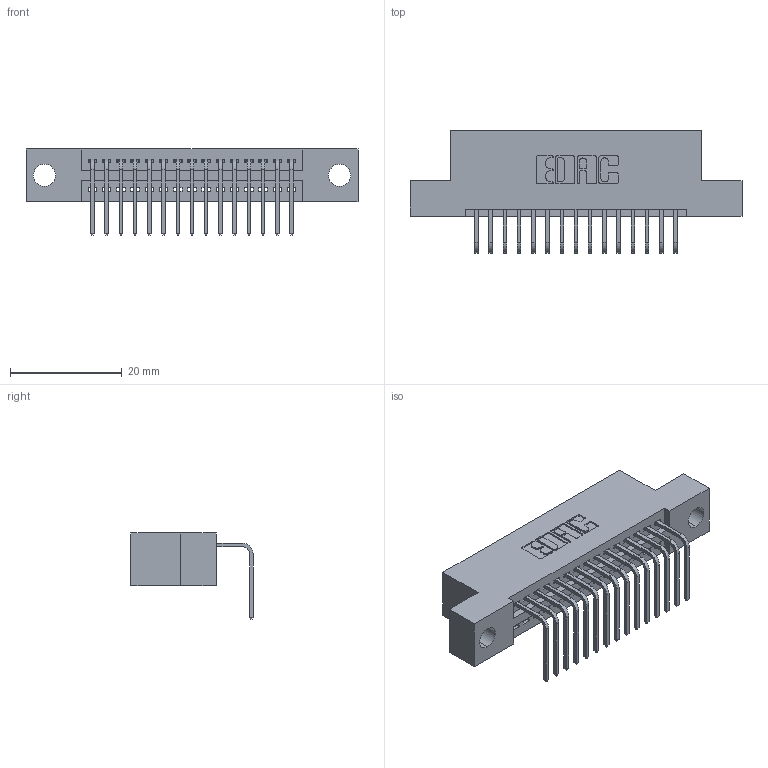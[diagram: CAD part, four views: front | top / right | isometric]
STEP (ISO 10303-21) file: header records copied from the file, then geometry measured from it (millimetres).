
FILE_DESCRIPTION (( 'STEP AP203' ), '1' );
FILE_NAME ('395-015-558-104.STEP', '2021-06-11T14:06:52', ( '' ), ( '' ), 'SwSTEP 2.0', 'SolidWorks 2020', '' );
FILE_SCHEMA (( 'CONFIG_CONTROL_DESIGN' ));
Length unit declared in the file: inch
Products named in the file (3): 345-292-001_558 Tail - 2; 345 Part_Flush Mounting Lugs - 0.156 Dia-TI; 395-015-558-104
Assembly tree (16 placements, depth 2):
  395-015-558-104
    345 Part_Flush Mounting Lugs - 0.156 Dia-TI
    345-292-001_558 Tail - 2  x15
Bounding box: 59.31 x 21.83 x 15.37 mm (x, y, z)
Volume: 5356.1 mm3; surface area: 6886.9 mm2
Topology: 16 solids, 16 shells, 1040 faces, 3107 edges, 2050 vertices
Faces by surface type: plane 724, cylinder 316
Entity records: 15427 total; most frequent: CARTESIAN_POINT 2683, ORIENTED_EDGE 2630, DIRECTION 2381, EDGE_CURVE 1315, LINE 1123, VECTOR 1123, VERTEX_POINT 874, AXIS2_PLACEMENT_3D 629
